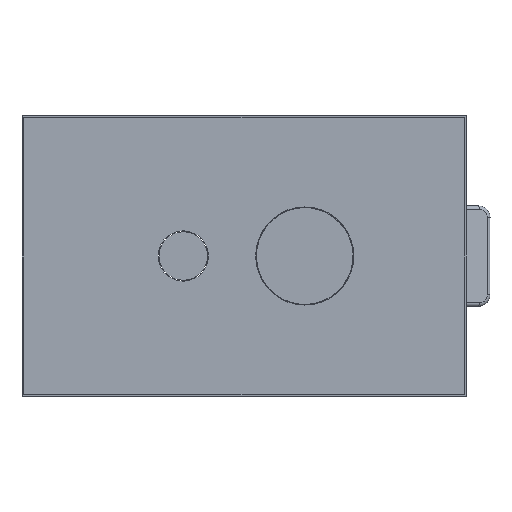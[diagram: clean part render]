
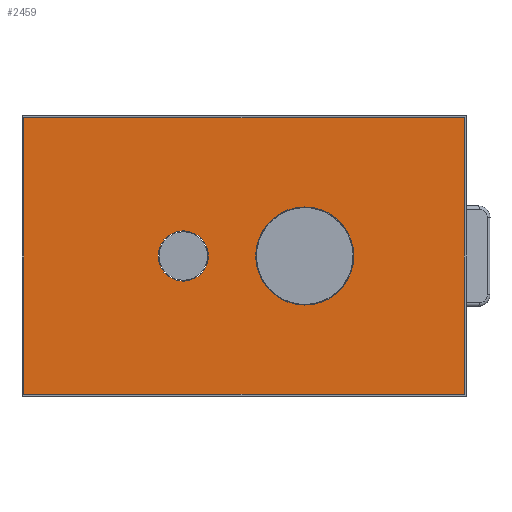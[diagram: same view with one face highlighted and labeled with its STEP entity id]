
A CAD part, left-side view. The second image highlights one B-rep face of the part: STEP entity #2459.
In plain terms, the highlighted face is planar.
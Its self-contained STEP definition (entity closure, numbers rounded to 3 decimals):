
#142 = LINE ( 'NONE', #150, #5533 ) ;
#150 = CARTESIAN_POINT ( 'NONE',  ( -59.2, -94.2, 8.2 ) ) ;
#314 = ORIENTED_EDGE ( 'NONE', *, *, #3651, .T. ) ;
#431 = FACE_BOUND ( 'NONE', #5559, .T. ) ;
#451 = CIRCLE ( 'NONE', #2591, 21. ) ;
#571 = DIRECTION ( 'NONE',  ( 0., 0., -1. ) ) ;
#643 = DIRECTION ( 'NONE',  ( 0., -1., 0. ) ) ;
#655 = CARTESIAN_POINT ( 'NONE',  ( -59.2, 94.2, 8.2 ) ) ;
#750 = DIRECTION ( 'NONE',  ( -1., 0., 0. ) ) ;
#879 = DIRECTION ( 'NONE',  ( -1., 0., 0. ) ) ;
#906 = DIRECTION ( 'NONE',  ( 0., 0., -1. ) ) ;
#1102 = AXIS2_PLACEMENT_3D ( 'NONE', #2708, #571, #3282 ) ;
#1105 = ORIENTED_EDGE ( 'NONE', *, *, #3086, .F. ) ;
#1118 = VERTEX_POINT ( 'NONE', #2614 ) ;
#1264 = FACE_BOUND ( 'NONE', #4594, .T. ) ;
#1450 = CARTESIAN_POINT ( 'NONE',  ( 0., -26., 8.2 ) ) ;
#1704 = DIRECTION ( 'NONE',  ( 0., 1., 0. ) ) ;
#1966 = DIRECTION ( 'NONE',  ( 0., 0., -1. ) ) ;
#2002 = ORIENTED_EDGE ( 'NONE', *, *, #5292, .F. ) ;
#2138 = DIRECTION ( 'NONE',  ( 1., 0., 0. ) ) ;
#2231 = CARTESIAN_POINT ( 'NONE',  ( 59.2, -94.2, 8.2 ) ) ;
#2270 = CARTESIAN_POINT ( 'NONE',  ( -59.2, -94.2, 8.2 ) ) ;
#2305 = VERTEX_POINT ( 'NONE', #3626 ) ;
#2423 = VERTEX_POINT ( 'NONE', #6818 ) ;
#2459 = ADVANCED_FACE ( 'NONE', ( #1264, #431, #5333 ), #5401, .T. ) ;
#2554 = LINE ( 'NONE', #2231, #4281 ) ;
#2573 = ORIENTED_EDGE ( 'NONE', *, *, #6080, .F. ) ;
#2579 = CARTESIAN_POINT ( 'NONE',  ( -59.2, 94.2, 8.2 ) ) ;
#2591 = AXIS2_PLACEMENT_3D ( 'NONE', #1450, #906, #6708 ) ;
#2614 = CARTESIAN_POINT ( 'NONE',  ( 59.2, 94.2, 8.2 ) ) ;
#2708 = CARTESIAN_POINT ( 'NONE',  ( 0., 0., 8.2 ) ) ;
#2739 = AXIS2_PLACEMENT_3D ( 'NONE', #5513, #5573, #750 ) ;
#2787 = CIRCLE ( 'NONE', #5511, 10.75 ) ;
#3086 = EDGE_CURVE ( 'NONE', #2305, #2423, #2787, .T. ) ;
#3282 = DIRECTION ( 'NONE',  ( -1., 0., 0. ) ) ;
#3429 = ORIENTED_EDGE ( 'NONE', *, *, #6301, .T. ) ;
#3480 = CARTESIAN_POINT ( 'NONE',  ( 21., -26., 8.2 ) ) ;
#3543 = CARTESIAN_POINT ( 'NONE',  ( 0., 26., 8.2 ) ) ;
#3615 = CIRCLE ( 'NONE', #4118, 10.75 ) ;
#3626 = CARTESIAN_POINT ( 'NONE',  ( -10.75, 26., 8.2 ) ) ;
#3651 = EDGE_CURVE ( 'NONE', #1118, #5326, #2554, .T. ) ;
#3665 = CARTESIAN_POINT ( 'NONE',  ( -21., -26., 8.2 ) ) ;
#4014 = VECTOR ( 'NONE', #1704, 1000. ) ;
#4118 = AXIS2_PLACEMENT_3D ( 'NONE', #3543, #1966, #5139 ) ;
#4154 = ORIENTED_EDGE ( 'NONE', *, *, #4162, .T. ) ;
#4162 = EDGE_CURVE ( 'NONE', #5326, #4223, #142, .T. ) ;
#4223 = VERTEX_POINT ( 'NONE', #4349 ) ;
#4281 = VECTOR ( 'NONE', #643, 1000. ) ;
#4317 = ORIENTED_EDGE ( 'NONE', *, *, #5998, .F. ) ;
#4330 = VERTEX_POINT ( 'NONE', #3480 ) ;
#4349 = CARTESIAN_POINT ( 'NONE',  ( -59.2, -94.2, 8.2 ) ) ;
#4395 = DIRECTION ( 'NONE',  ( -1., 0., 0. ) ) ;
#4504 = LINE ( 'NONE', #2270, #4014 ) ;
#4594 = EDGE_LOOP ( 'NONE', ( #2573, #2002 ) ) ;
#4689 = CIRCLE ( 'NONE', #2739, 21. ) ;
#4738 = VERTEX_POINT ( 'NONE', #655 ) ;
#4972 = CARTESIAN_POINT ( 'NONE',  ( 59.2, -94.2, 8.2 ) ) ;
#5045 = ORIENTED_EDGE ( 'NONE', *, *, #6801, .T. ) ;
#5104 = VERTEX_POINT ( 'NONE', #3665 ) ;
#5139 = DIRECTION ( 'NONE',  ( -1., 0., 0. ) ) ;
#5214 = DIRECTION ( 'NONE',  ( 0., 0., -1. ) ) ;
#5292 = EDGE_CURVE ( 'NONE', #4330, #5104, #4689, .T. ) ;
#5326 = VERTEX_POINT ( 'NONE', #4972 ) ;
#5333 = FACE_OUTER_BOUND ( 'NONE', #6160, .T. ) ;
#5401 = PLANE ( 'NONE',  #1102 ) ;
#5511 = AXIS2_PLACEMENT_3D ( 'NONE', #5714, #5214, #879 ) ;
#5513 = CARTESIAN_POINT ( 'NONE',  ( 0., -26., 8.2 ) ) ;
#5533 = VECTOR ( 'NONE', #4395, 1000. ) ;
#5559 = EDGE_LOOP ( 'NONE', ( #1105, #4317 ) ) ;
#5573 = DIRECTION ( 'NONE',  ( 0., 0., -1. ) ) ;
#5714 = CARTESIAN_POINT ( 'NONE',  ( 0., 26., 8.2 ) ) ;
#5777 = VECTOR ( 'NONE', #2138, 1000. ) ;
#5830 = LINE ( 'NONE', #2579, #5777 ) ;
#5998 = EDGE_CURVE ( 'NONE', #2423, #2305, #3615, .T. ) ;
#6080 = EDGE_CURVE ( 'NONE', #5104, #4330, #451, .T. ) ;
#6160 = EDGE_LOOP ( 'NONE', ( #314, #4154, #5045, #3429 ) ) ;
#6301 = EDGE_CURVE ( 'NONE', #4738, #1118, #5830, .T. ) ;
#6708 = DIRECTION ( 'NONE',  ( -1., 0., 0. ) ) ;
#6801 = EDGE_CURVE ( 'NONE', #4223, #4738, #4504, .T. ) ;
#6818 = CARTESIAN_POINT ( 'NONE',  ( 10.75, 26., 8.2 ) ) ;
